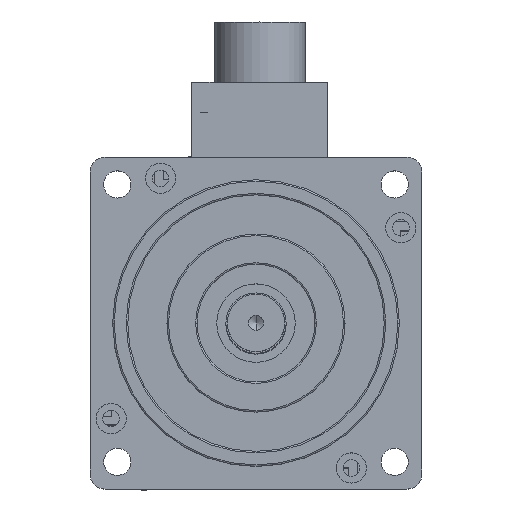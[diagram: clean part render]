
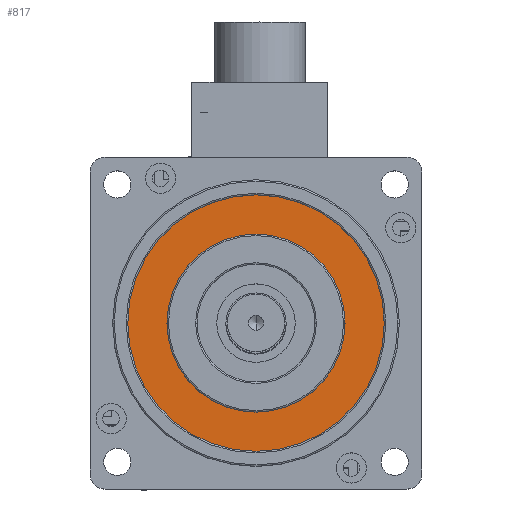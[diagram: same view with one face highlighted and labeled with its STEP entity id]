
A CAD part, top view. The second image highlights one B-rep face of the part: STEP entity #817.
In plain terms, the highlighted planar face has unit normal (0, 0, 1).
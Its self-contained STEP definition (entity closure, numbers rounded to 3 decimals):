
#124 = CARTESIAN_POINT ( 'NONE',  ( 11.51, -1.169, 187.5 ) ) ;
#494 = CARTESIAN_POINT ( 'NONE',  ( -17.99, -1.169, 187.5 ) ) ;
#555 = AXIS2_PLACEMENT_3D ( 'NONE', #14413, #14339, #13329 ) ;
#689 = CARTESIAN_POINT ( 'NONE',  ( -30.99, -1.169, 187.5 ) ) ;
#817 = ADVANCED_FACE ( 'NONE', ( #5075, #8919 ), #7679, .F. ) ;
#926 = CARTESIAN_POINT ( 'NONE',  ( 54.01, -1.169, 187.5 ) ) ;
#1831 = AXIS2_PLACEMENT_3D ( 'NONE', #13853, #3841, #12764 ) ;
#2010 = ORIENTED_EDGE ( 'NONE', *, *, #2190, .T. ) ;
#2190 = EDGE_CURVE ( 'NONE', #8031, #2564, #13648, .T. ) ;
#2307 = CIRCLE ( 'NONE', #1831, 42.5 ) ;
#2564 = VERTEX_POINT ( 'NONE', #926 ) ;
#2692 = AXIS2_PLACEMENT_3D ( 'NONE', #124, #5625, #4655 ) ;
#3841 = DIRECTION ( 'NONE',  ( 0., 0., 1. ) ) ;
#3967 = DIRECTION ( 'NONE',  ( 0., 0., 1. ) ) ;
#4053 = DIRECTION ( 'NONE',  ( 0., 0., 1. ) ) ;
#4315 = ORIENTED_EDGE ( 'NONE', *, *, #10426, .F. ) ;
#4655 = DIRECTION ( 'NONE',  ( 1., 0., 0. ) ) ;
#4718 = EDGE_CURVE ( 'NONE', #12443, #13377, #14221, .T. ) ;
#5075 = FACE_OUTER_BOUND ( 'NONE', #6519, .T. ) ;
#5625 = DIRECTION ( 'NONE',  ( 0., 0., 1. ) ) ;
#6519 = EDGE_LOOP ( 'NONE', ( #2010, #8744 ) ) ;
#6567 = DIRECTION ( 'NONE',  ( -1., 0., 0. ) ) ;
#7486 = EDGE_CURVE ( 'NONE', #2564, #8031, #2307, .T. ) ;
#7679 = PLANE ( 'NONE',  #555 ) ;
#8031 = VERTEX_POINT ( 'NONE', #689 ) ;
#8744 = ORIENTED_EDGE ( 'NONE', *, *, #7486, .T. ) ;
#8919 = FACE_BOUND ( 'NONE', #10604, .T. ) ;
#8942 = ORIENTED_EDGE ( 'NONE', *, *, #4718, .F. ) ;
#10426 = EDGE_CURVE ( 'NONE', #13377, #12443, #11381, .T. ) ;
#10604 = EDGE_LOOP ( 'NONE', ( #8942, #4315 ) ) ;
#11225 = AXIS2_PLACEMENT_3D ( 'NONE', #13120, #4053, #6567 ) ;
#11381 = CIRCLE ( 'NONE', #12769, 29.5 ) ;
#12443 = VERTEX_POINT ( 'NONE', #494 ) ;
#12764 = DIRECTION ( 'NONE',  ( 1., 0., 0. ) ) ;
#12769 = AXIS2_PLACEMENT_3D ( 'NONE', #12952, #3967, #13967 ) ;
#12952 = CARTESIAN_POINT ( 'NONE',  ( 11.51, -1.169, 187.5 ) ) ;
#13054 = CARTESIAN_POINT ( 'NONE',  ( 41.01, -1.169, 187.5 ) ) ;
#13120 = CARTESIAN_POINT ( 'NONE',  ( 11.51, -1.169, 187.5 ) ) ;
#13329 = DIRECTION ( 'NONE',  ( 0., -1., 0. ) ) ;
#13377 = VERTEX_POINT ( 'NONE', #13054 ) ;
#13648 = CIRCLE ( 'NONE', #2692, 42.5 ) ;
#13853 = CARTESIAN_POINT ( 'NONE',  ( 11.51, -1.169, 187.5 ) ) ;
#13967 = DIRECTION ( 'NONE',  ( -1., 0., 0. ) ) ;
#14221 = CIRCLE ( 'NONE', #11225, 29.5 ) ;
#14339 = DIRECTION ( 'NONE',  ( 0., 0., -1. ) ) ;
#14413 = CARTESIAN_POINT ( 'NONE',  ( -38.49, 48.831, 187.5 ) ) ;
